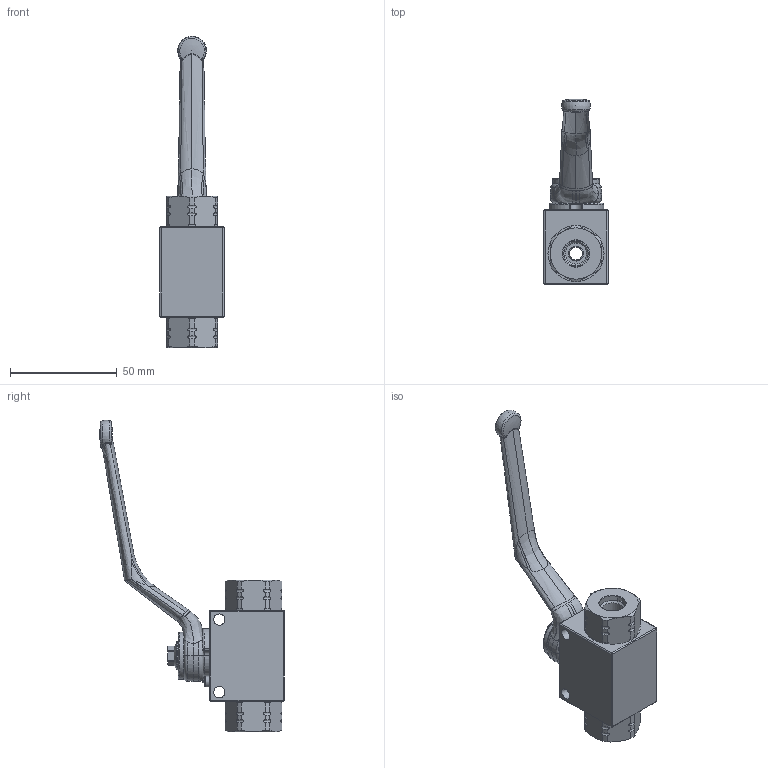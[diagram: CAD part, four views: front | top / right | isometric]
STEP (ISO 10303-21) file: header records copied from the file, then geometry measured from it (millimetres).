
FILE_DESCRIPTION(/* description */ (''),/* implementation_level */ '2;1');
FILE_NAME(/* name */ 'GE2EEE0_____F10.stp',/* time_stamp */ '2020-02-12T16:23:45+01:00',/* author */ ('francesca.patelli'),/* organization */ (''),/* preprocessor_version */ 'ST-DEVELOPER v18',/* originating_system */ 'Autodesk Inventor 2020',/* authorisation */ '');
FILE_SCHEMA (('AUTOMOTIVE_DESIGN { 1 0 10303 214 3 1 1 }'));
Length unit declared in the file: millimetre
Products named in the file (1): Parte2
Bounding box: 30 x 86.54 x 145.75 mm (x, y, z)
Volume: 57043.1 mm3; surface area: 23002.9 mm2
Topology: 2 solids, 5 shells, 432 faces, 1181 edges, 755 vertices
Faces by surface type: cylinder 127, plane 105, bspline 71, torus 58, cone 57, sphere 14
Full cylindrical faces by diameter (mm): 2.004 x1, 5 x3, 5.25 x2, 6 x2, 9.88 x2, 13 x1, 14 x1, 17 x1, 18.7 x2, 20.4 x3, 22 x1, 22.3 x2, 26.2 x2
Entity records: 34569 total; most frequent: CARTESIAN_POINT 23557, ORIENTED_EDGE 2346, DIRECTION 2098, EDGE_CURVE 1173, AXIS2_PLACEMENT_3D 853, VERTEX_POINT 755, CIRCLE 478, EDGE_LOOP 456
